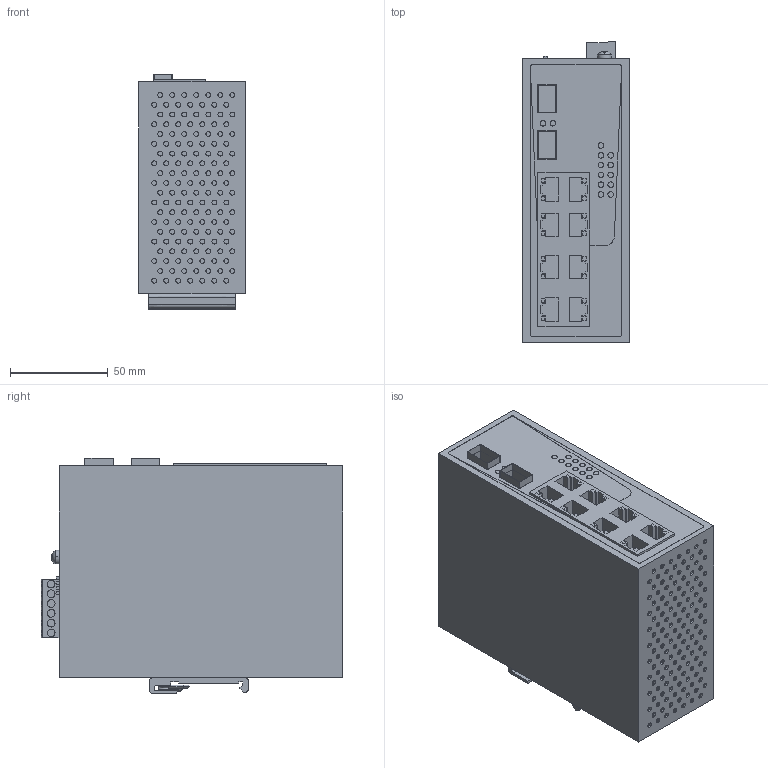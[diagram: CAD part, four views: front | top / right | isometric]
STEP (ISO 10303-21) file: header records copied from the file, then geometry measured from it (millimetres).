
FILE_DESCRIPTION(('CATIA V5 STEP Exchange','CAx-IF Rec.Pracs.--- Model Styling and Organization---1.4--- 2014-01-23'),'2;1');
FILE_NAME ('D1479588_0', '2021-03-26T12:08:51+00:00', ('none'), ('Weidmueller'), 'CATIA Version 5-6 Release 2016 SP3 HF44', 'CATIA V5 STEP AP214', 'none');
FILE_SCHEMA(('AUTOMOTIVE_DESIGN { 1 0 10303 214 1 1 1 1 }'));
Length unit declared in the file: millimetre
Products named in the file (1): S3D_IE_SW_EL10_8GTPoE_2GESFP
Bounding box: 54.3 x 154.15 x 120.31 mm (x, y, z)
Volume: 844750.1 mm3; surface area: 102195.1 mm2
Topology: 48 solids, 48 shells, 1477 faces, 3222 edges, 2134 vertices
Faces by surface type: plane 857, cylinder 588, torus 20, extrusion 10, sphere 2
Entity records: 38855 total; most frequent: CARTESIAN_POINT 7091, ORIENTED_EDGE 6444, DIRECTION 4978, EDGE_CURVE 3222, AXIS2_PLACEMENT_3D 2146, VERTEX_POINT 2134, VECTOR 1892, LINE 1882
